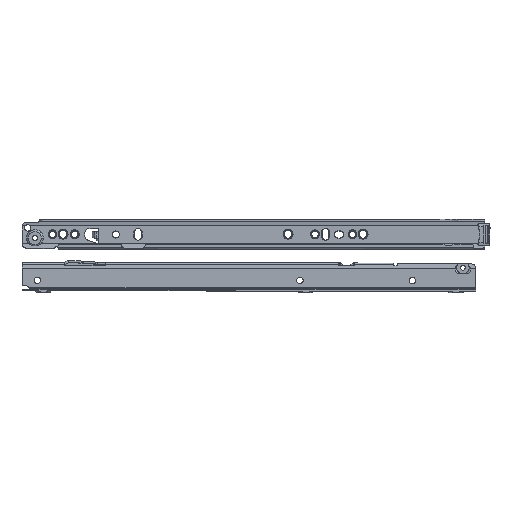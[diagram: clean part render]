
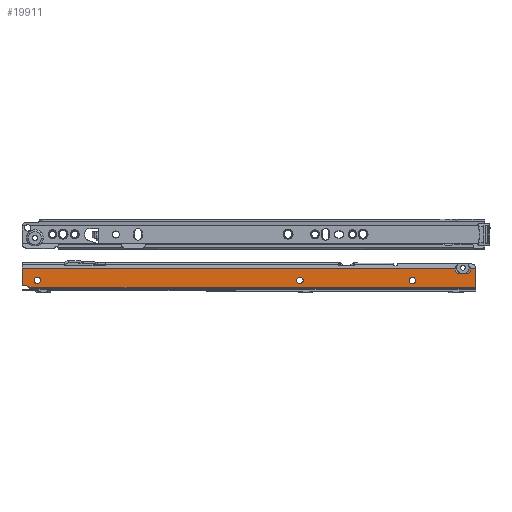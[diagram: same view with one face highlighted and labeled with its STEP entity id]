
A CAD part, top view. The second image highlights one B-rep face of the part: STEP entity #19911.
In plain terms, the highlighted planar face has unit normal (0, 0, 1).
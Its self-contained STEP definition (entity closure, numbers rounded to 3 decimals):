
#202 = ORIENTED_EDGE ( 'NONE', *, *, #18193, .T. ) ;
#529 = ORIENTED_EDGE ( 'NONE', *, *, #24642, .T. ) ;
#558 = EDGE_CURVE ( 'NONE', #17623, #11989, #12775, .T. ) ;
#577 = DIRECTION ( 'NONE',  ( -1., 0., 0. ) ) ;
#609 = VECTOR ( 'NONE', #10903, 1000. ) ;
#664 = DIRECTION ( 'NONE',  ( 0., -1., 0. ) ) ;
#727 = VERTEX_POINT ( 'NONE', #14845 ) ;
#909 = DIRECTION ( 'NONE',  ( 0., 0., -1. ) ) ;
#1025 = CIRCLE ( 'NONE', #21736, 2.75 ) ;
#1030 = VERTEX_POINT ( 'NONE', #15961 ) ;
#1050 = CARTESIAN_POINT ( 'NONE',  ( 382.926, 17.607, 0.23 ) ) ;
#1072 = DIRECTION ( 'NONE',  ( 0., 0., -1. ) ) ;
#1113 = CARTESIAN_POINT ( 'NONE',  ( 330.25, 7.5, 0.23 ) ) ;
#1120 = AXIS2_PLACEMENT_3D ( 'NONE', #8069, #23595, #6158 ) ;
#1149 = ORIENTED_EDGE ( 'NONE', *, *, #23365, .T. ) ;
#1246 = EDGE_CURVE ( 'NONE', #18118, #14645, #17196, .T. ) ;
#1330 = LINE ( 'NONE', #24368, #609 ) ;
#1631 = AXIS2_PLACEMENT_3D ( 'NONE', #17109, #7438, #25119 ) ;
#1653 = CARTESIAN_POINT ( 'NONE',  ( 0., 17.607, 0.23 ) ) ;
#1700 = PLANE ( 'NONE',  #1631 ) ;
#1909 = CIRCLE ( 'NONE', #1120, 2.75 ) ;
#1971 = CARTESIAN_POINT ( 'NONE',  ( 13., 7.5, 0.23 ) ) ;
#2433 = CARTESIAN_POINT ( 'NONE',  ( 380.875, 13.5, 0.23 ) ) ;
#2568 = VERTEX_POINT ( 'NONE', #22634 ) ;
#2631 = DIRECTION ( 'NONE',  ( -1., 0., 0. ) ) ;
#2725 = DIRECTION ( 'NONE',  ( 0., 0., -1. ) ) ;
#2943 = EDGE_LOOP ( 'NONE', ( #6835, #4501, #11497, #7458, #529, #4000, #1149, #5892, #17972, #5053 ) ) ;
#3161 = CARTESIAN_POINT ( 'NONE',  ( 387., 1.3, 0.23 ) ) ;
#3449 = ORIENTED_EDGE ( 'NONE', *, *, #24345, .T. ) ;
#3702 = EDGE_CURVE ( 'NONE', #11989, #1030, #24818, .T. ) ;
#3916 = DIRECTION ( 'NONE',  ( 0., 0., 1. ) ) ;
#3959 = EDGE_CURVE ( 'NONE', #23856, #18985, #23050, .T. ) ;
#4000 = ORIENTED_EDGE ( 'NONE', *, *, #24088, .T. ) ;
#4501 = ORIENTED_EDGE ( 'NONE', *, *, #11009, .F. ) ;
#4585 = VERTEX_POINT ( 'NONE', #5393 ) ;
#4657 = CARTESIAN_POINT ( 'NONE',  ( 0., 17.607, 0.23 ) ) ;
#4780 = VERTEX_POINT ( 'NONE', #2433 ) ;
#4943 = DIRECTION ( 'NONE',  ( 0., 0., -1. ) ) ;
#5053 = ORIENTED_EDGE ( 'NONE', *, *, #3702, .F. ) ;
#5275 = DIRECTION ( 'NONE',  ( -1., 0., 0. ) ) ;
#5278 = FACE_BOUND ( 'NONE', #16991, .T. ) ;
#5393 = CARTESIAN_POINT ( 'NONE',  ( 387., 1.3, 0.23 ) ) ;
#5479 = DIRECTION ( 'NONE',  ( -1., 0., 0. ) ) ;
#5703 = FACE_BOUND ( 'NONE', #19058, .T. ) ;
#5892 = ORIENTED_EDGE ( 'NONE', *, *, #19894, .T. ) ;
#6158 = DIRECTION ( 'NONE',  ( -1., 0., 0. ) ) ;
#6612 = CARTESIAN_POINT ( 'NONE',  ( 5.674, 1.3, 0.23 ) ) ;
#6835 = ORIENTED_EDGE ( 'NONE', *, *, #558, .F. ) ;
#6901 = CIRCLE ( 'NONE', #8519, 2.75 ) ;
#7182 = VECTOR ( 'NONE', #23588, 1000. ) ;
#7390 = CARTESIAN_POINT ( 'NONE',  ( 0., 2.94, 0.23 ) ) ;
#7438 = DIRECTION ( 'NONE',  ( 0., 0., -1. ) ) ;
#7458 = ORIENTED_EDGE ( 'NONE', *, *, #3959, .T. ) ;
#7799 = VERTEX_POINT ( 'NONE', #7817 ) ;
#7817 = CARTESIAN_POINT ( 'NONE',  ( 369.074, 17.607, 0.23 ) ) ;
#7898 = DIRECTION ( 'NONE',  ( 0., -1., 0. ) ) ;
#8069 = CARTESIAN_POINT ( 'NONE',  ( 237., 7.5, 0.23 ) ) ;
#8491 = LINE ( 'NONE', #18408, #19648 ) ;
#8519 = AXIS2_PLACEMENT_3D ( 'NONE', #12676, #1072, #5275 ) ;
#8650 = CIRCLE ( 'NONE', #24906, 6.983 ) ;
#8723 = AXIS2_PLACEMENT_3D ( 'NONE', #23855, #2725, #10503 ) ;
#9444 = VERTEX_POINT ( 'NONE', #21399 ) ;
#9932 = AXIS2_PLACEMENT_3D ( 'NONE', #17519, #3916, #19556 ) ;
#10135 = CARTESIAN_POINT ( 'NONE',  ( 0., 17.607, 0.23 ) ) ;
#10354 = CARTESIAN_POINT ( 'NONE',  ( 335.75, 7.5, 0.23 ) ) ;
#10503 = DIRECTION ( 'NONE',  ( -1., 0., 0. ) ) ;
#10903 = DIRECTION ( 'NONE',  ( 0., -1., 0. ) ) ;
#11009 = EDGE_CURVE ( 'NONE', #4585, #17623, #13109, .T. ) ;
#11289 = VECTOR ( 'NONE', #18945, 1000. ) ;
#11489 = EDGE_CURVE ( 'NONE', #727, #20063, #1909, .T. ) ;
#11497 = ORIENTED_EDGE ( 'NONE', *, *, #18761, .T. ) ;
#11542 = ORIENTED_EDGE ( 'NONE', *, *, #11489, .T. ) ;
#11989 = VERTEX_POINT ( 'NONE', #24688 ) ;
#12266 = DIRECTION ( 'NONE',  ( -1., 0., 0. ) ) ;
#12676 = CARTESIAN_POINT ( 'NONE',  ( 237., 7.5, 0.23 ) ) ;
#12775 = CIRCLE ( 'NONE', #9932, 3. ) ;
#12818 = ORIENTED_EDGE ( 'NONE', *, *, #17146, .T. ) ;
#13109 = LINE ( 'NONE', #3161, #11289 ) ;
#13646 = CARTESIAN_POINT ( 'NONE',  ( 376., 18.5, 0.23 ) ) ;
#13964 = LINE ( 'NONE', #10135, #19503 ) ;
#14046 = CIRCLE ( 'NONE', #24996, 6.983 ) ;
#14190 = CARTESIAN_POINT ( 'NONE',  ( 387., 30.34, 0.23 ) ) ;
#14238 = VERTEX_POINT ( 'NONE', #4657 ) ;
#14294 = CARTESIAN_POINT ( 'NONE',  ( 333., 7.5, 0.23 ) ) ;
#14307 = ORIENTED_EDGE ( 'NONE', *, *, #19609, .T. ) ;
#14645 = VERTEX_POINT ( 'NONE', #10354 ) ;
#14845 = CARTESIAN_POINT ( 'NONE',  ( 234.25, 7.5, 0.23 ) ) ;
#14959 = FACE_BOUND ( 'NONE', #17900, .T. ) ;
#15950 = CARTESIAN_POINT ( 'NONE',  ( 239.75, 7.5, 0.23 ) ) ;
#15961 = CARTESIAN_POINT ( 'NONE',  ( 0., 2.94, 0.23 ) ) ;
#16083 = LINE ( 'NONE', #14190, #7182 ) ;
#16244 = ORIENTED_EDGE ( 'NONE', *, *, #1246, .T. ) ;
#16437 = CIRCLE ( 'NONE', #8723, 2.75 ) ;
#16991 = EDGE_LOOP ( 'NONE', ( #11542, #14307 ) ) ;
#17109 = CARTESIAN_POINT ( 'NONE',  ( 0., -12.66, 0.23 ) ) ;
#17146 = EDGE_CURVE ( 'NONE', #2568, #9444, #1025, .T. ) ;
#17196 = CIRCLE ( 'NONE', #20489, 2.75 ) ;
#17395 = EDGE_CURVE ( 'NONE', #14238, #1030, #1330, .T. ) ;
#17519 = CARTESIAN_POINT ( 'NONE',  ( 3., -0.06, 0.23 ) ) ;
#17623 = VERTEX_POINT ( 'NONE', #6612 ) ;
#17726 = CIRCLE ( 'NONE', #25055, 2.75 ) ;
#17900 = EDGE_LOOP ( 'NONE', ( #16244, #202 ) ) ;
#17972 = ORIENTED_EDGE ( 'NONE', *, *, #17395, .T. ) ;
#18118 = VERTEX_POINT ( 'NONE', #1113 ) ;
#18193 = EDGE_CURVE ( 'NONE', #14645, #18118, #17726, .T. ) ;
#18408 = CARTESIAN_POINT ( 'NONE',  ( 383., 13.5, 0.23 ) ) ;
#18451 = CARTESIAN_POINT ( 'NONE',  ( 371.125, 13.5, 0.23 ) ) ;
#18761 = EDGE_CURVE ( 'NONE', #4585, #23856, #16083, .T. ) ;
#18945 = DIRECTION ( 'NONE',  ( -1., 0., 0. ) ) ;
#18985 = VERTEX_POINT ( 'NONE', #1050 ) ;
#19058 = EDGE_LOOP ( 'NONE', ( #12818, #3449 ) ) ;
#19288 = CARTESIAN_POINT ( 'NONE',  ( 387., 17.607, 0.23 ) ) ;
#19503 = VECTOR ( 'NONE', #577, 1000. ) ;
#19556 = DIRECTION ( 'NONE',  ( 0., -1., 0. ) ) ;
#19609 = EDGE_CURVE ( 'NONE', #20063, #727, #6901, .T. ) ;
#19648 = VECTOR ( 'NONE', #2631, 1000. ) ;
#19894 = EDGE_CURVE ( 'NONE', #7799, #14238, #13964, .T. ) ;
#19911 = ADVANCED_FACE ( 'NONE', ( #23143, #5703, #5278, #14959 ), #1700, .F. ) ;
#20063 = VERTEX_POINT ( 'NONE', #15950 ) ;
#20162 = DIRECTION ( 'NONE',  ( -1., 0., 0. ) ) ;
#20489 = AXIS2_PLACEMENT_3D ( 'NONE', #14294, #24063, #12266 ) ;
#20708 = CARTESIAN_POINT ( 'NONE',  ( 333., 7.5, 0.23 ) ) ;
#20716 = VECTOR ( 'NONE', #23287, 1000. ) ;
#21391 = DIRECTION ( 'NONE',  ( 0., 0., -1. ) ) ;
#21399 = CARTESIAN_POINT ( 'NONE',  ( 15.75, 7.5, 0.23 ) ) ;
#21563 = VERTEX_POINT ( 'NONE', #18451 ) ;
#21736 = AXIS2_PLACEMENT_3D ( 'NONE', #1971, #21829, #20162 ) ;
#21829 = DIRECTION ( 'NONE',  ( 0., 0., -1. ) ) ;
#22034 = CARTESIAN_POINT ( 'NONE',  ( 376., 18.5, 0.23 ) ) ;
#22628 = DIRECTION ( 'NONE',  ( -1., 0., 0. ) ) ;
#22634 = CARTESIAN_POINT ( 'NONE',  ( 10.25, 7.5, 0.23 ) ) ;
#23050 = LINE ( 'NONE', #1653, #20716 ) ;
#23143 = FACE_OUTER_BOUND ( 'NONE', #2943, .T. ) ;
#23287 = DIRECTION ( 'NONE',  ( -1., 0., 0. ) ) ;
#23365 = EDGE_CURVE ( 'NONE', #21563, #7799, #8650, .T. ) ;
#23588 = DIRECTION ( 'NONE',  ( 0., 1., 0. ) ) ;
#23595 = DIRECTION ( 'NONE',  ( 0., 0., -1. ) ) ;
#23855 = CARTESIAN_POINT ( 'NONE',  ( 13., 7.5, 0.23 ) ) ;
#23856 = VERTEX_POINT ( 'NONE', #19288 ) ;
#24063 = DIRECTION ( 'NONE',  ( 0., 0., -1. ) ) ;
#24088 = EDGE_CURVE ( 'NONE', #4780, #21563, #8491, .T. ) ;
#24345 = EDGE_CURVE ( 'NONE', #9444, #2568, #16437, .T. ) ;
#24368 = CARTESIAN_POINT ( 'NONE',  ( 0., -12.66, 0.23 ) ) ;
#24642 = EDGE_CURVE ( 'NONE', #18985, #4780, #14046, .T. ) ;
#24688 = CARTESIAN_POINT ( 'NONE',  ( 3., 2.94, 0.23 ) ) ;
#24818 = LINE ( 'NONE', #7390, #25174 ) ;
#24906 = AXIS2_PLACEMENT_3D ( 'NONE', #13646, #21391, #7898 ) ;
#24996 = AXIS2_PLACEMENT_3D ( 'NONE', #22034, #909, #664 ) ;
#25055 = AXIS2_PLACEMENT_3D ( 'NONE', #20708, #4943, #22628 ) ;
#25119 = DIRECTION ( 'NONE',  ( 0., 1., 0. ) ) ;
#25174 = VECTOR ( 'NONE', #5479, 1000. ) ;
